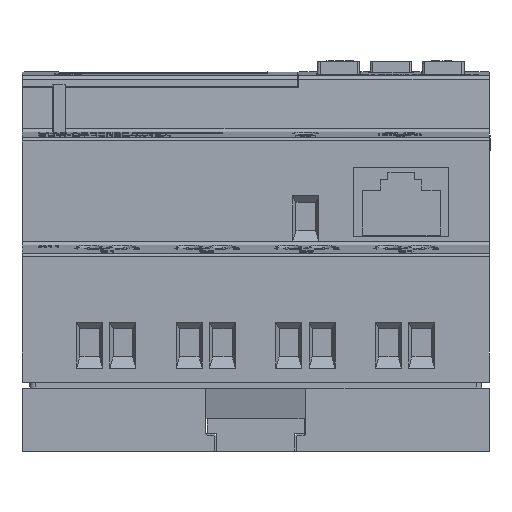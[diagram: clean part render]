
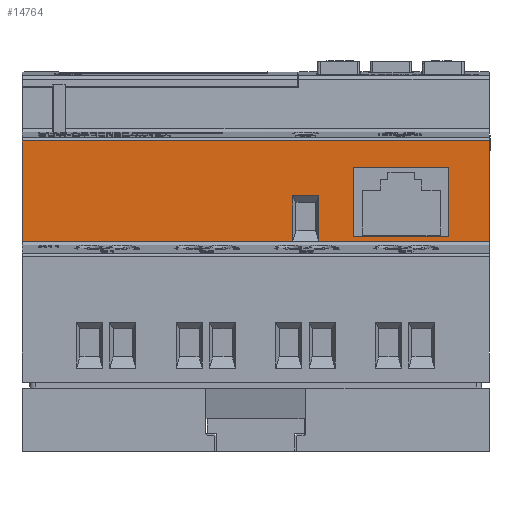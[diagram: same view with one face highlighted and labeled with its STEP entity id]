
A CAD part, front view. The second image highlights one B-rep face of the part: STEP entity #14764.
In plain terms, the highlighted face is planar.
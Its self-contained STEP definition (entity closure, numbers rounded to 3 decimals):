
#12405=FACE_BOUND('',#23035,.T.);
#12406=FACE_BOUND('',#23036,.T.);
#12407=FACE_BOUND('',#23037,.T.);
#14764=ADVANCED_FACE('',(#12405,#12406,#12407),#17893,.T.);
#17893=PLANE('',#64839);
#23035=EDGE_LOOP('',(#27041,#27042,#27043,#27044));
#23036=EDGE_LOOP('',(#27045,#27046,#27047,#27048));
#23037=EDGE_LOOP('',(#27049,#27050,#27051,#27052));
#27041=ORIENTED_EDGE('',*,*,#47866,.F.);
#27042=ORIENTED_EDGE('',*,*,#47867,.F.);
#27043=ORIENTED_EDGE('',*,*,#47868,.F.);
#27044=ORIENTED_EDGE('',*,*,#47869,.F.);
#27045=ORIENTED_EDGE('',*,*,#47870,.T.);
#27046=ORIENTED_EDGE('',*,*,#47871,.T.);
#27047=ORIENTED_EDGE('',*,*,#47872,.T.);
#27048=ORIENTED_EDGE('',*,*,#47873,.T.);
#27049=ORIENTED_EDGE('',*,*,#47874,.F.);
#27050=ORIENTED_EDGE('',*,*,#47865,.F.);
#27051=ORIENTED_EDGE('',*,*,#47280,.T.);
#27052=ORIENTED_EDGE('',*,*,#47875,.T.);
#42074=VERTEX_POINT('',#83713);
#42075=VERTEX_POINT('',#83715);
#42611=VERTEX_POINT('',#86141);
#42612=VERTEX_POINT('',#86145);
#42613=VERTEX_POINT('',#86146);
#42614=VERTEX_POINT('',#86148);
#42615=VERTEX_POINT('',#86150);
#42616=VERTEX_POINT('',#86153);
#42617=VERTEX_POINT('',#86154);
#42618=VERTEX_POINT('',#86156);
#42619=VERTEX_POINT('',#86158);
#42620=VERTEX_POINT('',#86161);
#47280=EDGE_CURVE('',#42075,#42074,#55074,.T.);
#47865=EDGE_CURVE('',#42075,#42611,#55436,.T.);
#47866=EDGE_CURVE('',#42612,#42613,#55437,.T.);
#47867=EDGE_CURVE('',#42614,#42612,#55438,.T.);
#47868=EDGE_CURVE('',#42615,#42614,#55439,.T.);
#47869=EDGE_CURVE('',#42613,#42615,#55440,.T.);
#47870=EDGE_CURVE('',#42616,#42617,#55441,.T.);
#47871=EDGE_CURVE('',#42617,#42618,#55442,.T.);
#47872=EDGE_CURVE('',#42618,#42619,#55443,.T.);
#47873=EDGE_CURVE('',#42619,#42616,#55444,.T.);
#47874=EDGE_CURVE('',#42611,#42620,#55445,.T.);
#47875=EDGE_CURVE('',#42074,#42620,#55446,.T.);
#55074=LINE('',#83714,#59601);
#55436=LINE('',#86142,#59963);
#55437=LINE('',#86144,#59964);
#55438=LINE('',#86147,#59965);
#55439=LINE('',#86149,#59966);
#55440=LINE('',#86151,#59967);
#55441=LINE('',#86152,#59968);
#55442=LINE('',#86155,#59969);
#55443=LINE('',#86157,#59970);
#55444=LINE('',#86159,#59971);
#55445=LINE('',#86160,#59972);
#55446=LINE('',#86162,#59973);
#59601=VECTOR('',#69243,1.);
#59963=VECTOR('',#69895,1.);
#59964=VECTOR('',#69898,1.);
#59965=VECTOR('',#69899,1.);
#59966=VECTOR('',#69900,1.);
#59967=VECTOR('',#69901,1.);
#59968=VECTOR('',#69902,1.);
#59969=VECTOR('',#69903,1.);
#59970=VECTOR('',#69904,1.);
#59971=VECTOR('',#69905,1.);
#59972=VECTOR('',#69906,1.);
#59973=VECTOR('',#69907,1.);
#64839=AXIS2_PLACEMENT_3D('',#86163,#69908,#69909);
#69243=DIRECTION('',(0.,-1.,0.));
#69895=DIRECTION('',(1.,0.,0.));
#69898=DIRECTION('',(0.,-1.,0.));
#69899=DIRECTION('',(-1.,0.,0.));
#69900=DIRECTION('',(0.,1.,0.));
#69901=DIRECTION('',(1.,0.,0.));
#69902=DIRECTION('',(-1.,0.,0.));
#69903=DIRECTION('',(0.,1.,0.));
#69904=DIRECTION('',(1.,0.,0.));
#69905=DIRECTION('',(0.,-1.,0.));
#69906=DIRECTION('',(0.,-1.,0.));
#69907=DIRECTION('',(1.,0.,0.));
#69908=DIRECTION('',(0.,0.,1.));
#69909=DIRECTION('',(0.,-1.,0.));
#83713=CARTESIAN_POINT('',(-35.75,27.05,34.));
#83714=CARTESIAN_POINT('',(-35.75,42.495,34.));
#83715=CARTESIAN_POINT('',(-35.75,42.495,34.));
#86141=CARTESIAN_POINT('',(35.75,42.495,34.));
#86142=CARTESIAN_POINT('',(-35.75,42.495,34.));
#86144=CARTESIAN_POINT('',(14.91,38.41,34.));
#86145=CARTESIAN_POINT('',(14.91,38.41,34.));
#86146=CARTESIAN_POINT('',(14.91,27.81,34.));
#86147=CARTESIAN_POINT('',(29.51,38.41,34.));
#86148=CARTESIAN_POINT('',(29.51,38.41,34.));
#86149=CARTESIAN_POINT('',(29.51,27.81,34.));
#86150=CARTESIAN_POINT('',(29.51,27.81,34.));
#86151=CARTESIAN_POINT('',(14.91,27.81,34.));
#86152=CARTESIAN_POINT('',(6.16,27.1,34.));
#86153=CARTESIAN_POINT('',(9.66,27.1,34.));
#86154=CARTESIAN_POINT('',(5.66,27.1,34.));
#86155=CARTESIAN_POINT('',(5.66,34.1,34.));
#86156=CARTESIAN_POINT('',(5.66,34.1,34.));
#86157=CARTESIAN_POINT('',(9.16,34.1,34.));
#86158=CARTESIAN_POINT('',(9.66,34.1,34.));
#86159=CARTESIAN_POINT('',(9.66,27.1,34.));
#86160=CARTESIAN_POINT('',(35.75,42.495,34.));
#86161=CARTESIAN_POINT('',(35.75,27.05,34.));
#86162=CARTESIAN_POINT('',(-35.75,27.05,34.));
#86163=CARTESIAN_POINT('',(-35.75,42.495,34.));
